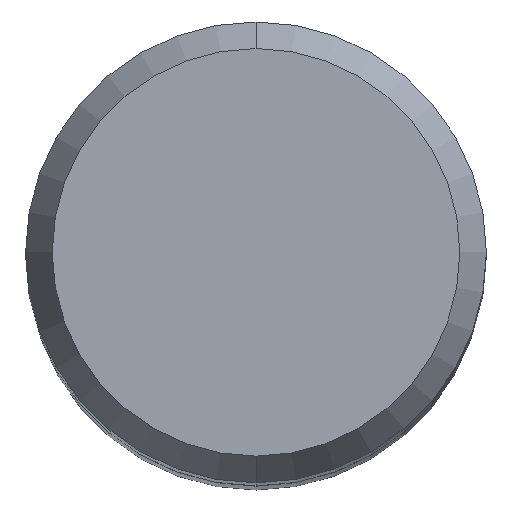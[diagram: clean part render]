
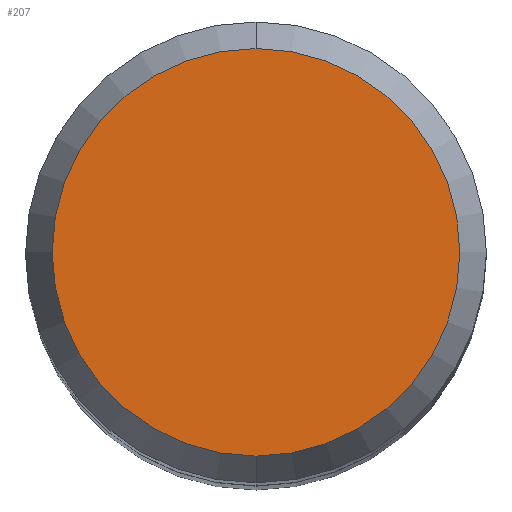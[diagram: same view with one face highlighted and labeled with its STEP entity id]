
A CAD part, top view. The second image highlights one B-rep face of the part: STEP entity #207.
In plain terms, the highlighted planar face has unit normal (0, 0, 1).
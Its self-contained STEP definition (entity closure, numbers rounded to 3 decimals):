
#207=ADVANCED_FACE('',(#505),#506,.T.);
#219=EDGE_CURVE('',#379,#339,#518,.T.);
#339=VERTEX_POINT('',#652);
#379=VERTEX_POINT('',#693);
#437=EDGE_CURVE('',#339,#379,#756,.T.);
#505=FACE_OUTER_BOUND('',#857,.T.);
#506=PLANE('',#858);
#518=CIRCLE('',#873,3.538);
#652=CARTESIAN_POINT('',(0.,-3.538,0.0));
#693=CARTESIAN_POINT('',(0.0,3.538,0.0));
#756=CIRCLE('',#1387,3.538);
#857=EDGE_LOOP('',(#1461,#1462));
#858=AXIS2_PLACEMENT_3D('',#1463,#1464,#1465);
#873=AXIS2_PLACEMENT_3D('',#1471,#1472,#1473);
#1387=AXIS2_PLACEMENT_3D('',#1724,#1725,#1726);
#1461=ORIENTED_EDGE('',*,*,#219,.F.);
#1462=ORIENTED_EDGE('',*,*,#437,.F.);
#1463=CARTESIAN_POINT('',(0.0,1.769,0.0));
#1464=DIRECTION('',(-0.0,0.0,1.0));
#1465=DIRECTION('',(0.0,-1.0,0.0));
#1471=CARTESIAN_POINT('',(0.0,0.0,0.0));
#1472=DIRECTION('',(0.0,0.0,-1.0));
#1473=DIRECTION('',(0.0,1.0,0.0));
#1724=CARTESIAN_POINT('',(0.0,0.0,0.0));
#1725=DIRECTION('',(0.0,0.0,-1.0));
#1726=DIRECTION('',(0.0,1.0,0.0));
